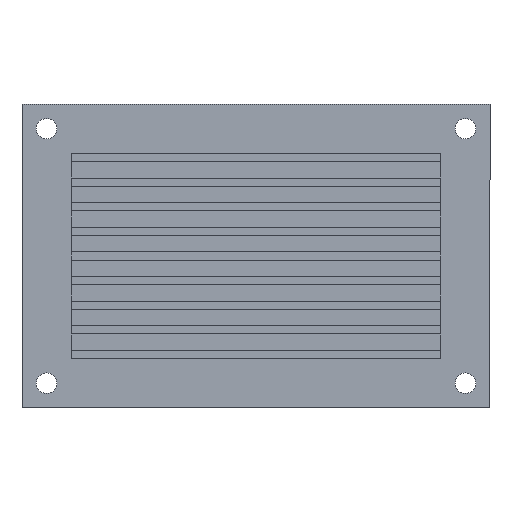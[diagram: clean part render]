
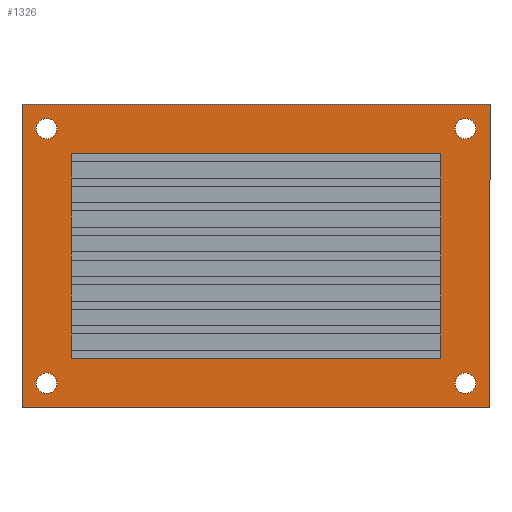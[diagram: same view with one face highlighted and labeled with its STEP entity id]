
A CAD part, front view. The second image highlights one B-rep face of the part: STEP entity #1326.
In plain terms, the highlighted planar face has unit normal (0, -1, 0).
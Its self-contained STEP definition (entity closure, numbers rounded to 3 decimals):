
#88=FACE_BOUND('',#296,.T.);
#89=FACE_BOUND('',#297,.T.);
#90=FACE_BOUND('',#298,.T.);
#91=FACE_BOUND('',#299,.T.);
#92=FACE_BOUND('',#300,.T.);
#93=CIRCLE('',#1401,1.25);
#95=CIRCLE('',#1404,1.25);
#97=CIRCLE('',#1407,1.25);
#99=CIRCLE('',#1410,1.25);
#164=PLANE('',#1417);
#227=FACE_OUTER_BOUND('',#295,.T.);
#295=EDGE_LOOP('',(#1249,#1250,#1251,#1252));
#296=EDGE_LOOP('',(#1253,#1254,#1255,#1256));
#297=EDGE_LOOP('',(#1257));
#298=EDGE_LOOP('',(#1258));
#299=EDGE_LOOP('',(#1259));
#300=EDGE_LOOP('',(#1260));
#436=LINE('',#2393,#595);
#439=LINE('',#2398,#598);
#441=LINE('',#2402,#600);
#443=LINE('',#2405,#602);
#448=LINE('',#2433,#607);
#452=LINE('',#2441,#611);
#455=LINE('',#2447,#614);
#458=LINE('',#2452,#617);
#595=VECTOR('',#1653,10.);
#598=VECTOR('',#1658,10.);
#600=VECTOR('',#1662,10.);
#602=VECTOR('',#1666,10.);
#607=VECTOR('',#1697,10.);
#611=VECTOR('',#1703,10.);
#614=VECTOR('',#1708,10.);
#617=VECTOR('',#1713,10.);
#722=VERTEX_POINT('',#2391);
#723=VERTEX_POINT('',#2392);
#724=VERTEX_POINT('',#2397);
#725=VERTEX_POINT('',#2401);
#726=VERTEX_POINT('',#2407);
#728=VERTEX_POINT('',#2413);
#730=VERTEX_POINT('',#2419);
#732=VERTEX_POINT('',#2425);
#734=VERTEX_POINT('',#2431);
#735=VERTEX_POINT('',#2432);
#738=VERTEX_POINT('',#2440);
#740=VERTEX_POINT('',#2446);
#883=EDGE_CURVE('',#722,#723,#436,.T.);
#886=EDGE_CURVE('',#723,#724,#439,.T.);
#888=EDGE_CURVE('',#724,#725,#441,.T.);
#890=EDGE_CURVE('',#725,#722,#443,.T.);
#891=EDGE_CURVE('',#726,#726,#93,.T.);
#894=EDGE_CURVE('',#728,#728,#95,.T.);
#897=EDGE_CURVE('',#730,#730,#97,.T.);
#900=EDGE_CURVE('',#732,#732,#99,.T.);
#903=EDGE_CURVE('',#734,#735,#448,.T.);
#907=EDGE_CURVE('',#738,#734,#452,.T.);
#910=EDGE_CURVE('',#740,#738,#455,.T.);
#913=EDGE_CURVE('',#735,#740,#458,.T.);
#1249=ORIENTED_EDGE('',*,*,#913,.F.);
#1250=ORIENTED_EDGE('',*,*,#903,.F.);
#1251=ORIENTED_EDGE('',*,*,#907,.F.);
#1252=ORIENTED_EDGE('',*,*,#910,.F.);
#1253=ORIENTED_EDGE('',*,*,#883,.T.);
#1254=ORIENTED_EDGE('',*,*,#886,.T.);
#1255=ORIENTED_EDGE('',*,*,#888,.T.);
#1256=ORIENTED_EDGE('',*,*,#890,.T.);
#1257=ORIENTED_EDGE('',*,*,#891,.T.);
#1258=ORIENTED_EDGE('',*,*,#894,.T.);
#1259=ORIENTED_EDGE('',*,*,#897,.T.);
#1260=ORIENTED_EDGE('',*,*,#900,.T.);
#1326=ADVANCED_FACE('',(#227,#88,#89,#90,#91,#92),#164,.F.);
#1401=AXIS2_PLACEMENT_3D('',#2408,#1669,#1670);
#1404=AXIS2_PLACEMENT_3D('',#2414,#1676,#1677);
#1407=AXIS2_PLACEMENT_3D('',#2420,#1683,#1684);
#1410=AXIS2_PLACEMENT_3D('',#2426,#1690,#1691);
#1417=AXIS2_PLACEMENT_3D('',#2455,#1717,#1718);
#1653=DIRECTION('',(0.,0.,-1.));
#1658=DIRECTION('',(-1.,0.,0.));
#1662=DIRECTION('',(0.,0.,1.));
#1666=DIRECTION('',(1.,0.,0.));
#1669=DIRECTION('center_axis',(0.,1.,0.));
#1670=DIRECTION('ref_axis',(-1.,0.,0.));
#1676=DIRECTION('center_axis',(0.,1.,0.));
#1677=DIRECTION('ref_axis',(-1.,0.,0.));
#1683=DIRECTION('center_axis',(0.,1.,0.));
#1684=DIRECTION('ref_axis',(-1.,0.,0.));
#1690=DIRECTION('center_axis',(0.,1.,0.));
#1691=DIRECTION('ref_axis',(-1.,0.,0.));
#1697=DIRECTION('',(0.,0.,-1.));
#1703=DIRECTION('',(1.,0.,0.));
#1708=DIRECTION('',(0.,0.,1.));
#1713=DIRECTION('',(-1.,0.,0.));
#1717=DIRECTION('center_axis',(0.,1.,0.));
#1718=DIRECTION('ref_axis',(0.,0.,1.));
#2391=CARTESIAN_POINT('',(-6.,0.,-6.));
#2392=CARTESIAN_POINT('',(-6.,0.,-31.));
#2393=CARTESIAN_POINT('',(-6.,0.,-24.75));
#2397=CARTESIAN_POINT('',(-51.,0.,-31.));
#2398=CARTESIAN_POINT('',(-39.75,0.,-31.));
#2401=CARTESIAN_POINT('',(-51.,0.,-6.));
#2402=CARTESIAN_POINT('',(-51.,0.,-12.25));
#2405=CARTESIAN_POINT('',(-17.25,0.,-6.));
#2407=CARTESIAN_POINT('',(-1.75,0.,-3.));
#2408=CARTESIAN_POINT('Origin',(-3.,0.,-3.));
#2413=CARTESIAN_POINT('',(-52.75,0.,-3.));
#2414=CARTESIAN_POINT('Origin',(-54.,0.,-3.));
#2419=CARTESIAN_POINT('',(-1.75,0.,-34.));
#2420=CARTESIAN_POINT('Origin',(-3.,0.,-34.));
#2425=CARTESIAN_POINT('',(-52.75,0.,-34.));
#2426=CARTESIAN_POINT('Origin',(-54.,0.,-34.));
#2431=CARTESIAN_POINT('',(0.,0.,0.));
#2432=CARTESIAN_POINT('',(0.,0.,-37.));
#2433=CARTESIAN_POINT('',(0.,0.,0.));
#2440=CARTESIAN_POINT('',(-57.,0.,0.));
#2441=CARTESIAN_POINT('',(-57.,0.,0.));
#2446=CARTESIAN_POINT('',(-57.,0.,-37.));
#2447=CARTESIAN_POINT('',(-57.,0.,-37.));
#2452=CARTESIAN_POINT('',(0.,0.,-37.));
#2455=CARTESIAN_POINT('Origin',(-28.5,0.,-18.5));
